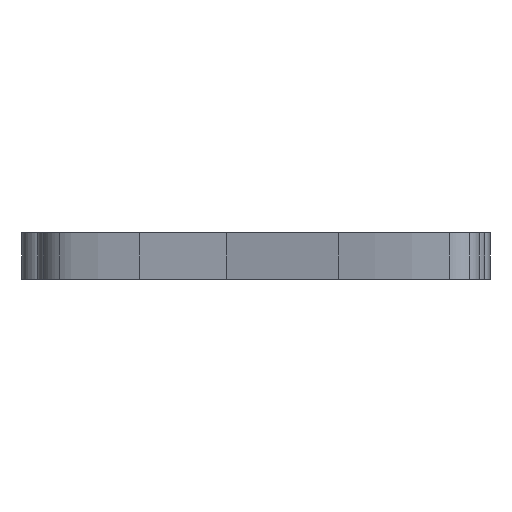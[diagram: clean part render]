
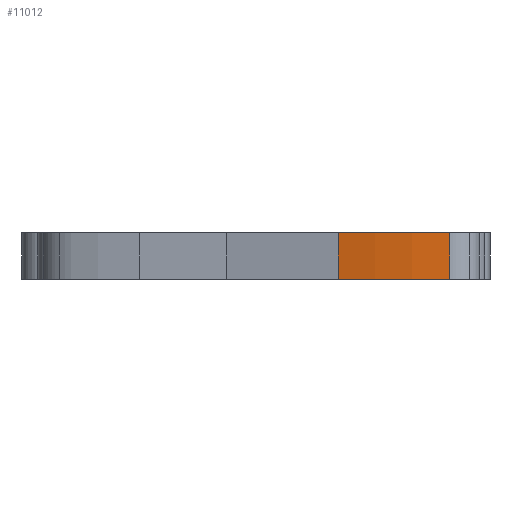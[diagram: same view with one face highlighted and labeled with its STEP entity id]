
A CAD part, left-side view. The second image highlights one B-rep face of the part: STEP entity #11012.
In plain terms, the highlighted free-form (B-spline) face has degree [3, 1] with [11, 2] control points.
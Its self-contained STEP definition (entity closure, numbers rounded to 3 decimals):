
#52 = CARTESIAN_POINT ( 'NONE',  ( -383.289, 4.441, 4.035 ) ) ;
#397 = CARTESIAN_POINT ( 'NONE',  ( -385.875, -11.437, 4.035 ) ) ;
#641 = CARTESIAN_POINT ( 'NONE',  ( -383.069, 5.248, 4.035 ) ) ;
#730 = CARTESIAN_POINT ( 'NONE',  ( -385.486, -5.871, -2.965 ) ) ;
#764 = CARTESIAN_POINT ( 'NONE',  ( -385.181, -3.835, -2.965 ) ) ;
#1011 = CARTESIAN_POINT ( 'NONE',  ( -384.306, 0.536, 4.035 ) ) ;
#1396 = CARTESIAN_POINT ( 'NONE',  ( -385.875, -11.437, -2.965 ) ) ;
#1492 = EDGE_CURVE ( 'NONE', #15512, #19146, #3394, .T. ) ;
#1562 = CARTESIAN_POINT ( 'NONE',  ( -383.069, 5.248, 4.035 ) ) ;
#2005 = CARTESIAN_POINT ( 'NONE',  ( -385.486, -5.871, 4.035 ) ) ;
#2592 = CARTESIAN_POINT ( 'NONE',  ( -383.719, 2.863, -2.965 ) ) ;
#3394 = LINE ( 'NONE', #1562, #9884 ) ;
#3399 = EDGE_CURVE ( 'NONE', #4801, #5352, #4851, .T. ) ;
#3490 = CARTESIAN_POINT ( 'NONE',  ( -383.069, 5.248, 4.035 ) ) ;
#3618 = CARTESIAN_POINT ( 'NONE',  ( -385.486, -5.871, 4.035 ) ) ;
#3737 = CARTESIAN_POINT ( 'NONE',  ( -385.837, -9.656, 4.035 ) ) ;
#3743 = CARTESIAN_POINT ( 'NONE',  ( -383.719, 2.863, 4.035 ) ) ;
#4289 = CARTESIAN_POINT ( 'NONE',  ( -385.875, -11.437, -2.965 ) ) ;
#4413 = CARTESIAN_POINT ( 'NONE',  ( -383.719, 2.863, -2.965 ) ) ;
#4774 = CARTESIAN_POINT ( 'NONE',  ( -385.181, -3.835, -2.965 ) ) ;
#4801 = VERTEX_POINT ( 'NONE', #15722 ) ;
#4851 = LINE ( 'NONE', #11975, #13791 ) ;
#4940 = CARTESIAN_POINT ( 'NONE',  ( -383.069, 5.248, -2.965 ) ) ;
#5352 = VERTEX_POINT ( 'NONE', #1396 ) ;
#5447 = ORIENTED_EDGE ( 'NONE', *, *, #12146, .F. ) ;
#6055 = CARTESIAN_POINT ( 'NONE',  ( -385.875, -11.437, -2.965 ) ) ;
#6787 = B_SPLINE_CURVE_WITH_KNOTS ( 'NONE', 3,
 ( #15029, #18726, #18612, #16874, #3618, #22510, #20681, #24238, #3743, #52, #3490 ),
 .UNSPECIFIED., .F., .F.,
 ( 4, 1, 1, 1, 1, 1, 1, 1, 4 ),
 ( 0., 0.103, 0.212, 0.327, 0.448, 0.576, 0.711, 0.852, 1. ),
 .UNSPECIFIED. ) ;
#7999 = CARTESIAN_POINT ( 'NONE',  ( -383.069, 5.248, -2.965 ) ) ;
#8202 = CARTESIAN_POINT ( 'NONE',  ( -383.289, 4.441, -2.965 ) ) ;
#8239 = CARTESIAN_POINT ( 'NONE',  ( -383.289, 4.441, 4.035 ) ) ;
#9061 = EDGE_LOOP ( 'NONE', ( #5447, #22555, #10629, #15862 ) ) ;
#9884 = VECTOR ( 'NONE', #20110, 1000. ) ;
#10169 = CARTESIAN_POINT ( 'NONE',  ( -384.78, -1.698, -2.965 ) ) ;
#10629 = ORIENTED_EDGE ( 'NONE', *, *, #17392, .T. ) ;
#11012 = ADVANCED_FACE ( 'NONE', ( #17221 ), #15878, .T. ) ;
#11933 = CARTESIAN_POINT ( 'NONE',  ( -385.181, -3.835, 4.035 ) ) ;
#11975 = CARTESIAN_POINT ( 'NONE',  ( -385.875, -11.437, 4.035 ) ) ;
#12146 = EDGE_CURVE ( 'NONE', #5352, #19146, #18055, .T. ) ;
#12343 = DIRECTION ( 'NONE',  ( 0., 0., -1. ) ) ;
#13082 = CARTESIAN_POINT ( 'NONE',  ( -385.863, -10.855, -2.965 ) ) ;
#13540 = CARTESIAN_POINT ( 'NONE',  ( -385.863, -10.855, 4.035 ) ) ;
#13780 = CARTESIAN_POINT ( 'NONE',  ( -384.306, 0.536, -2.965 ) ) ;
#13791 = VECTOR ( 'NONE', #12343, 1000. ) ;
#14025 = CARTESIAN_POINT ( 'NONE',  ( -383.289, 4.441, -2.965 ) ) ;
#14146 = CARTESIAN_POINT ( 'NONE',  ( -384.78, -1.698, -2.965 ) ) ;
#15029 = CARTESIAN_POINT ( 'NONE',  ( -385.875, -11.437, 4.035 ) ) ;
#15512 = VERTEX_POINT ( 'NONE', #18629 ) ;
#15714 = CARTESIAN_POINT ( 'NONE',  ( -385.837, -9.656, -2.965 ) ) ;
#15722 = CARTESIAN_POINT ( 'NONE',  ( -385.875, -11.437, 4.035 ) ) ;
#15862 = ORIENTED_EDGE ( 'NONE', *, *, #1492, .T. ) ;
#15878 = B_SPLINE_SURFACE_WITH_KNOTS ( 'NONE', 3, 1, ( 
 ( #397, #6055 ),
 ( #13540, #13082 ),
 ( #3737, #18718 ),
 ( #19182, #16867 ),
 ( #2005, #16990 ),
 ( #11933, #764 ),
 ( #19426, #14146 ),
 ( #1011, #13780 ),
 ( #17709, #2592 ),
 ( #8239, #14025 ),
 ( #641, #7999 ) ),
 .UNSPECIFIED., .F., .F., .F.,
 ( 4, 1, 1, 1, 1, 1, 1, 1, 4 ),
 ( 2, 2 ),
 ( 0., 0.103, 0.212, 0.327, 0.448, 0.576, 0.711, 0.852, 1. ),
 ( 0., 1. ),
 .UNSPECIFIED. ) ;
#16867 = CARTESIAN_POINT ( 'NONE',  ( -385.716, -7.811, -2.965 ) ) ;
#16874 = CARTESIAN_POINT ( 'NONE',  ( -385.716, -7.811, 4.035 ) ) ;
#16990 = CARTESIAN_POINT ( 'NONE',  ( -385.486, -5.871, -2.965 ) ) ;
#17221 = FACE_OUTER_BOUND ( 'NONE', #9061, .T. ) ;
#17392 = EDGE_CURVE ( 'NONE', #4801, #15512, #6787, .T. ) ;
#17549 = CARTESIAN_POINT ( 'NONE',  ( -385.863, -10.855, -2.965 ) ) ;
#17709 = CARTESIAN_POINT ( 'NONE',  ( -383.719, 2.863, 4.035 ) ) ;
#18055 = B_SPLINE_CURVE_WITH_KNOTS ( 'NONE', 3,
 ( #4289, #17549, #15714, #21472, #730, #4774, #10169, #21231, #4413, #8202, #23304 ),
 .UNSPECIFIED., .F., .F.,
 ( 4, 1, 1, 1, 1, 1, 1, 1, 4 ),
 ( 0., 0.103, 0.212, 0.327, 0.448, 0.576, 0.711, 0.852, 1. ),
 .UNSPECIFIED. ) ;
#18612 = CARTESIAN_POINT ( 'NONE',  ( -385.837, -9.656, 4.035 ) ) ;
#18629 = CARTESIAN_POINT ( 'NONE',  ( -383.069, 5.248, 4.035 ) ) ;
#18718 = CARTESIAN_POINT ( 'NONE',  ( -385.837, -9.656, -2.965 ) ) ;
#18726 = CARTESIAN_POINT ( 'NONE',  ( -385.863, -10.855, 4.035 ) ) ;
#19146 = VERTEX_POINT ( 'NONE', #4940 ) ;
#19182 = CARTESIAN_POINT ( 'NONE',  ( -385.716, -7.811, 4.035 ) ) ;
#19426 = CARTESIAN_POINT ( 'NONE',  ( -384.78, -1.698, 4.035 ) ) ;
#20110 = DIRECTION ( 'NONE',  ( 0., 0., -1. ) ) ;
#20681 = CARTESIAN_POINT ( 'NONE',  ( -384.78, -1.698, 4.035 ) ) ;
#21231 = CARTESIAN_POINT ( 'NONE',  ( -384.306, 0.536, -2.965 ) ) ;
#21472 = CARTESIAN_POINT ( 'NONE',  ( -385.716, -7.811, -2.965 ) ) ;
#22510 = CARTESIAN_POINT ( 'NONE',  ( -385.181, -3.835, 4.035 ) ) ;
#22555 = ORIENTED_EDGE ( 'NONE', *, *, #3399, .F. ) ;
#23304 = CARTESIAN_POINT ( 'NONE',  ( -383.069, 5.248, -2.965 ) ) ;
#24238 = CARTESIAN_POINT ( 'NONE',  ( -384.306, 0.536, 4.035 ) ) ;
